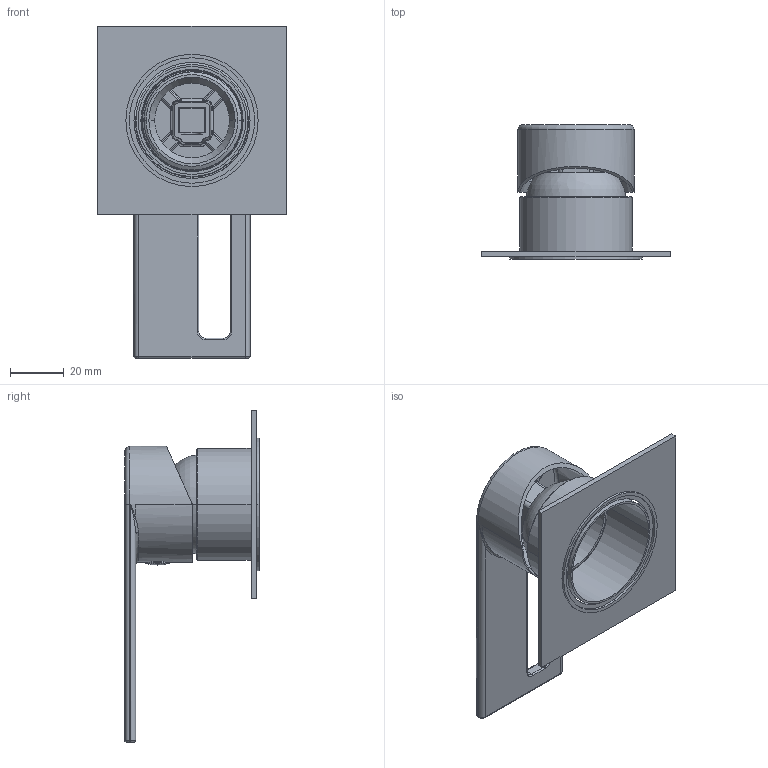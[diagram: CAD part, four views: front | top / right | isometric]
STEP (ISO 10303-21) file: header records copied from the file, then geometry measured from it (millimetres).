
FILE_DESCRIPTION((''),'2;1');
FILE_NAME('AOTT246E001','2023-05-08T11:36:39',('michelaferrini'),(''),'CREO PARAMETRIC BY PTC INC, 2022164','CREO PARAMETRIC BY PTC INC, 2022164','');
FILE_SCHEMA(('CONFIG_CONTROL_DESIGN'));
Length unit declared in the file: millimetre
Products named in the file (8): SINMAC0010_AF1; AOTT230C001; AOTT608C002_AF0; AOTT230W001_AF0; SCCMAC0011; AOTT005C002; SPLMAC0001; AOTT246E001
Assembly tree (7 placements, depth 3):
  AOTT246E001
    SINMAC0010_AF1
    AOTT230W001_AF0
      AOTT230C001
      AOTT608C002_AF0
    SCCMAC0011
    AOTT005C002
    SPLMAC0001
Bounding box: 70 x 49.75 x 123 mm (x, y, z)
Volume: 30916 mm3; surface area: 33230 mm2
Topology: 6 solids, 7 shells, 302 faces, 703 edges, 415 vertices
Faces by surface type: cylinder 101, bspline 76, plane 68, torus 30, cone 21, sphere 6
Entity records: 12840 total; most frequent: CARTESIAN_POINT 6228, ORIENTED_EDGE 1396, DIRECTION 1292, EDGE_CURVE 701, AXIS2_PLACEMENT_3D 523, VERTEX_POINT 415, EDGE_LOOP 320, FACE_OUTER_BOUND 302
